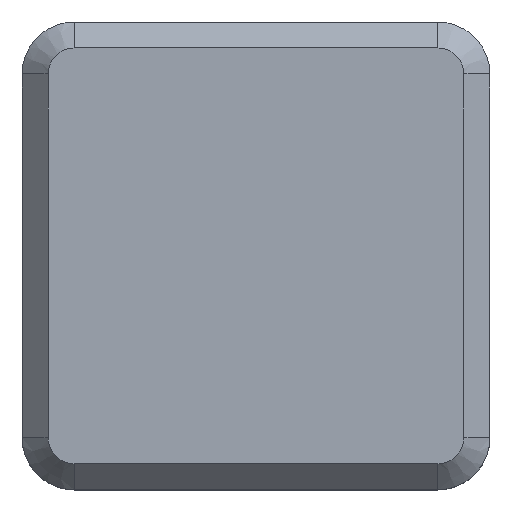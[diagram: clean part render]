
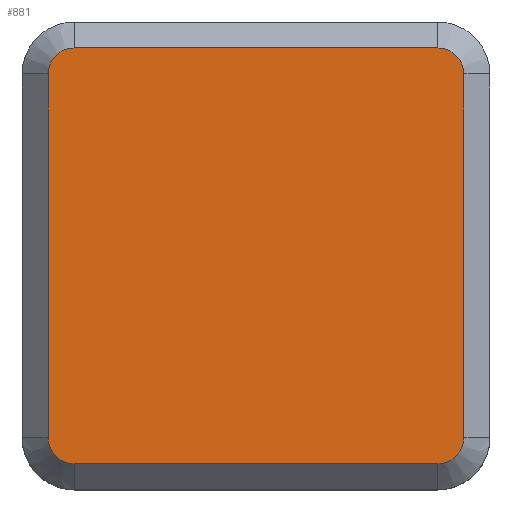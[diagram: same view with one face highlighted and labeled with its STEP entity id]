
A CAD part, top view. The second image highlights one B-rep face of the part: STEP entity #881.
In plain terms, the highlighted planar face has unit normal (0, 0, 1).
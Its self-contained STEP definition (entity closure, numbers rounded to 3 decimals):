
#17 = EDGE_CURVE ( 'NONE', #108, #1005, #787, .T. ) ;
#25 = ORIENTED_EDGE ( 'NONE', *, *, #486, .T. ) ;
#108 = VERTEX_POINT ( 'NONE', #629 ) ;
#119 = DIRECTION ( 'NONE',  ( 0., 1., 0. ) ) ;
#122 = DIRECTION ( 'NONE',  ( 0., 0., 1. ) ) ;
#160 = CARTESIAN_POINT ( 'NONE',  ( 0., 17., 7. ) ) ;
#268 = DIRECTION ( 'NONE',  ( -1., 0., 0. ) ) ;
#275 = AXIS2_PLACEMENT_3D ( 'NONE', #791, #782, #338 ) ;
#299 = CARTESIAN_POINT ( 'NONE',  ( 16., 16., 7. ) ) ;
#300 = CIRCLE ( 'NONE', #704, 1. ) ;
#338 = DIRECTION ( 'NONE',  ( -1., 0., 0. ) ) ;
#349 = EDGE_CURVE ( 'NONE', #1718, #108, #1720, .T. ) ;
#412 = CARTESIAN_POINT ( 'NONE',  ( 2., 16., 7. ) ) ;
#457 = DIRECTION ( 'NONE',  ( -1., 0., 0. ) ) ;
#486 = EDGE_CURVE ( 'NONE', #1005, #1127, #300, .T. ) ;
#575 = CARTESIAN_POINT ( 'NONE',  ( 17., 2., 7. ) ) ;
#583 = DIRECTION ( 'NONE',  ( 1., 0., 0. ) ) ;
#593 = LINE ( 'NONE', #1027, #1710 ) ;
#603 = DIRECTION ( 'NONE',  ( 0., 0., 1. ) ) ;
#629 = CARTESIAN_POINT ( 'NONE',  ( 16., 17., 7. ) ) ;
#644 = CARTESIAN_POINT ( 'NONE',  ( 2., 17., 7. ) ) ;
#649 = VECTOR ( 'NONE', #1917, 1000. ) ;
#678 = AXIS2_PLACEMENT_3D ( 'NONE', #1071, #1662, #457 ) ;
#704 = AXIS2_PLACEMENT_3D ( 'NONE', #412, #1173, #268 ) ;
#750 = CARTESIAN_POINT ( 'NONE',  ( 16., 1., 7. ) ) ;
#782 = DIRECTION ( 'NONE',  ( 0., 0., 1. ) ) ;
#787 = LINE ( 'NONE', #160, #1921 ) ;
#791 = CARTESIAN_POINT ( 'NONE',  ( 16., 2., 7. ) ) ;
#808 = AXIS2_PLACEMENT_3D ( 'NONE', #299, #603, #1778 ) ;
#875 = AXIS2_PLACEMENT_3D ( 'NONE', #1910, #122, #1048 ) ;
#881 = ADVANCED_FACE ( 'NONE', ( #1648 ), #1066, .F. ) ;
#959 = ORIENTED_EDGE ( 'NONE', *, *, #1054, .T. ) ;
#1005 = VERTEX_POINT ( 'NONE', #644 ) ;
#1027 = CARTESIAN_POINT ( 'NONE',  ( 17., 0., 7. ) ) ;
#1048 = DIRECTION ( 'NONE',  ( -1., 0., 0. ) ) ;
#1050 = VECTOR ( 'NONE', #583, 1000. ) ;
#1054 = EDGE_CURVE ( 'NONE', #1127, #1295, #1901, .T. ) ;
#1066 = PLANE ( 'NONE',  #678 ) ;
#1071 = CARTESIAN_POINT ( 'NONE',  ( 0., 0., 7. ) ) ;
#1084 = CARTESIAN_POINT ( 'NONE',  ( 17., 16., 7. ) ) ;
#1126 = EDGE_CURVE ( 'NONE', #1295, #1210, #1846, .T. ) ;
#1127 = VERTEX_POINT ( 'NONE', #1184 ) ;
#1153 = CARTESIAN_POINT ( 'NONE',  ( 0., 1., 7. ) ) ;
#1173 = DIRECTION ( 'NONE',  ( 0., 0., 1. ) ) ;
#1184 = CARTESIAN_POINT ( 'NONE',  ( 1., 16., 7. ) ) ;
#1210 = VERTEX_POINT ( 'NONE', #1660 ) ;
#1216 = VERTEX_POINT ( 'NONE', #750 ) ;
#1224 = CARTESIAN_POINT ( 'NONE',  ( 1., 2., 7. ) ) ;
#1251 = CIRCLE ( 'NONE', #275, 1. ) ;
#1272 = ORIENTED_EDGE ( 'NONE', *, *, #1126, .T. ) ;
#1285 = EDGE_LOOP ( 'NONE', ( #1436, #25, #959, #1272, #1663, #1711, #1801, #1311 ) ) ;
#1295 = VERTEX_POINT ( 'NONE', #1224 ) ;
#1311 = ORIENTED_EDGE ( 'NONE', *, *, #349, .T. ) ;
#1380 = EDGE_CURVE ( 'NONE', #1216, #1429, #1251, .T. ) ;
#1429 = VERTEX_POINT ( 'NONE', #575 ) ;
#1436 = ORIENTED_EDGE ( 'NONE', *, *, #17, .T. ) ;
#1476 = DIRECTION ( 'NONE',  ( -1., 0., 0. ) ) ;
#1512 = EDGE_CURVE ( 'NONE', #1429, #1718, #593, .T. ) ;
#1648 = FACE_OUTER_BOUND ( 'NONE', #1285, .T. ) ;
#1660 = CARTESIAN_POINT ( 'NONE',  ( 2., 1., 7. ) ) ;
#1662 = DIRECTION ( 'NONE',  ( 0., 0., -1. ) ) ;
#1663 = ORIENTED_EDGE ( 'NONE', *, *, #1882, .T. ) ;
#1710 = VECTOR ( 'NONE', #119, 1000. ) ;
#1711 = ORIENTED_EDGE ( 'NONE', *, *, #1380, .T. ) ;
#1718 = VERTEX_POINT ( 'NONE', #1084 ) ;
#1720 = CIRCLE ( 'NONE', #808, 1. ) ;
#1778 = DIRECTION ( 'NONE',  ( -1., 0., 0. ) ) ;
#1785 = CARTESIAN_POINT ( 'NONE',  ( 1., 0., 7. ) ) ;
#1801 = ORIENTED_EDGE ( 'NONE', *, *, #1512, .T. ) ;
#1846 = CIRCLE ( 'NONE', #875, 1. ) ;
#1861 = LINE ( 'NONE', #1153, #1050 ) ;
#1882 = EDGE_CURVE ( 'NONE', #1210, #1216, #1861, .T. ) ;
#1901 = LINE ( 'NONE', #1785, #649 ) ;
#1910 = CARTESIAN_POINT ( 'NONE',  ( 2., 2., 7. ) ) ;
#1917 = DIRECTION ( 'NONE',  ( 0., -1., 0. ) ) ;
#1921 = VECTOR ( 'NONE', #1476, 1000. ) ;
